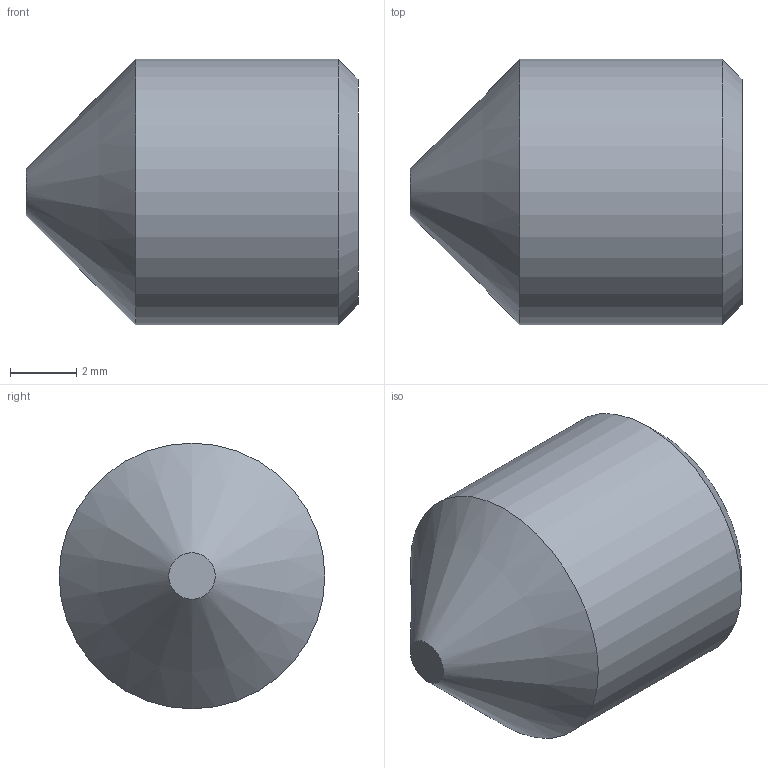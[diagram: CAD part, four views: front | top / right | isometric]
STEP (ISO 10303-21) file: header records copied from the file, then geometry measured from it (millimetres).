
FILE_DESCRIPTION (( 'STEP AP203' ), '1' );
FILE_NAME ('58308-240-10.step', '2019-12-13T13:02:02', ( '' ), ( '' ), 'SwSTEP 2.0', 'SolidWorks 2015', '' );
FILE_SCHEMA (( 'CONFIG_CONTROL_DESIGN' ));
Length unit declared in the file: millimetre
Products named in the file (2): 58308-240-10
Bounding box: 10 x 8 x 8 mm (x, y, z)
Volume: 329.8 mm3; surface area: 350.3 mm2
Topology: 1 solids, 1 shells, 169 faces, 438 edges, 293 vertices
Faces by surface type: bspline 96, plane 70, cone 2, cylinder 1
Full cylindrical faces by diameter (mm): 8 x1
Entity records: 11746 total; most frequent: CARTESIAN_POINT 8129, ORIENTED_EDGE 866, EDGE_CURVE 433, DIRECTION 395, VERTEX_POINT 290, LINE 237, VECTOR 237, B_SPLINE_CURVE_WITH_KNOTS 193
